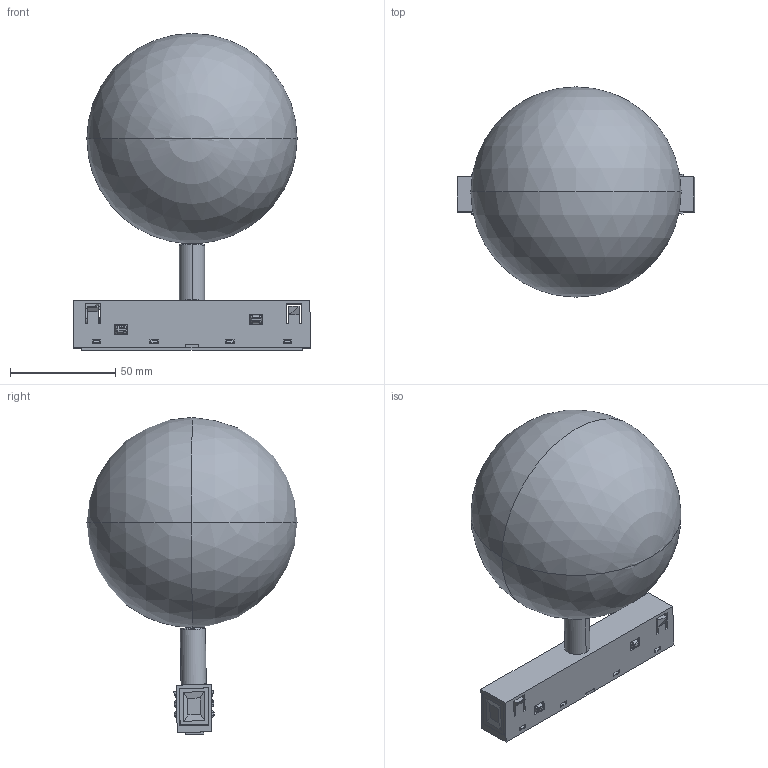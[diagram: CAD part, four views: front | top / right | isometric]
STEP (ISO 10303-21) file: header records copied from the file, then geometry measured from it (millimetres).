
FILE_DESCRIPTION (( 'STEP AP203' ), '1' );
FILE_NAME ('201-B1.STEP', '2023-03-15T00:18:20', ( 'User' ), ( 'China' ), 'SwSTEP 2.0', 'SolidWorks 2018', '' );
FILE_SCHEMA (( 'CONFIG_CONTROL_DESIGN' ));
Length unit declared in the file: millimetre
Products named in the file (35): 腑极蚾饜极; 206-D1臏え; 206-D1賑雄璃; 磁吸驱动-普通款; 206-D1腑褲; 一字和弧形压线板装配体; 絳萇肣え-A; 206-D1騷啞欶; 傻遴萇埭碟奻裔; 說倰揤盄標; 棠柲唅蛌結遠; 粟銅3; 短款电源盒上盖组件; 201-B1; 萇埭碟偌瑩; 棠柲唅蛌裔; 20傻遴萇埭碟; 坋趼埴芛儂佪-M3X6; 寡夔1201COB-X2215-13.2X13.2XT0.9-D5.5; ｳﾁﾍｷﾊｮﾗﾖﾗﾔｹ･ﾂﾝﾋｿ  M3X5; 206-D1盓殤; 光源支架-（恒坤-D45-透镜+透镜支架++盖板支架-E 黑光）; 棠沺郪璃; 棠柲蛌唅挴誹; 囀鞠褒埴芛儂佪-M3X6; 恒坤光源支架装配体; 偌瑩苤粟銅; 棠沺遺; 206-D1捚親薯欶; 25X5X2棠沺; 絳萇肣え-B; 傻遴萇埭碟狟裔; 206-D1腑极蚾饜极; 201-B1牷啊璃; 20短款电源盒装配体-L113
Assembly tree (47 placements, depth 6):
  201-B1
    206-D1腑极蚾饜极
      206-D1腑褲
      206-D1賑雄璃
      206-D1盓殤
      腑极蚾饜极
        206-D1臏え
        恒坤光源支架装配体
          光源支架-（恒坤-D45-透镜+透镜支架++盖板支架-E 黑光）
          寡夔1201COB-X2215-13.2X13.2XT0.9-D5.5
        一字和弧形压线板装配体
          坋趼埴芛儂佪-M3X6  x2
          說倰揤盄標
        囀鞠褒埴芛儂佪-M3X6  x2
      囀鞠褒埴芛儂佪-M3X6  x2
      坋趼埴芛儂佪-M3X6  x2
    206-D1捚親薯欶
    206-D1騷啞欶
    201-B1牷啊璃
    20短款电源盒装配体-L113
      20傻遴萇埭碟
        傻遴萇埭碟狟裔
        絳萇肣え-A  x2
        絳萇肣え-B  x2
        棠柲唅蛌裔
        棠柲蛌唅挴誹
        棠柲唅蛌結遠
        短款电源盒上盖组件
          傻遴萇埭碟奻裔
          棠沺郪璃  x2
            棠沺遺
            25X5X2棠沺
        磁吸驱动-普通款
        萇埭碟偌瑩
        ｳﾁﾍｷﾊｮﾗﾖﾗﾔｹ･ﾂﾝﾋｿ  M3X5  x2
        偌瑩苤粟銅
        粟銅3  x4
Bounding box: 113 x 100 x 150.81 mm (x, y, z)
Volume: 206127 mm3; surface area: 149119.7 mm2
Topology: 41 solids, 49 shells, 2228 faces, 5734 edges, 3662 vertices
Faces by surface type: plane 1391, bspline 324, cylinder 283, cone 128, sphere 62, torus 40
Entity records: 77278 total; most frequent: CARTESIAN_POINT 28231, ORIENTED_EDGE 9852, DIRECTION 8421, EDGE_CURVE 4926, VECTOR 3475, LINE 3475, VERTEX_POINT 3194, AXIS2_PLACEMENT_3D 2473
